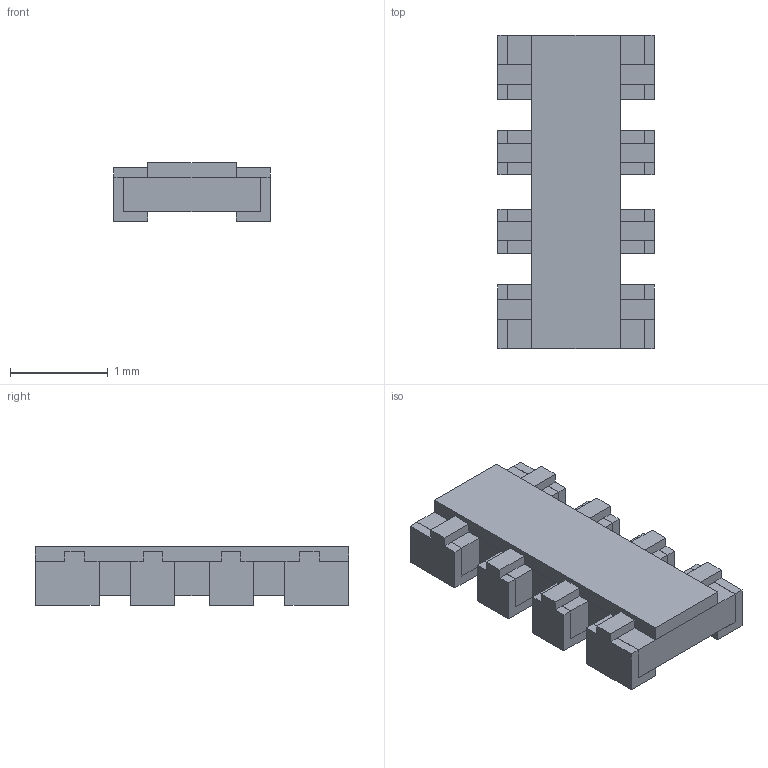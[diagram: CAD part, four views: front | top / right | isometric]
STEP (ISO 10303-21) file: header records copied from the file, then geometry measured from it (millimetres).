
FILE_DESCRIPTION((''),'2;1');
FILE_NAME('RN_PANASONIC_EXB38V.stp','2014-03-06T12:00:12',(''),(''),'Mechanical Desktop 2011','Mechanical Desktop 2011',', , ');
FILE_SCHEMA(('AUTOMOTIVE_DESIGN { 1 2 10303 214 1 1 1 1 }'));
Length unit declared in the file: millimetre
Products named in the file (1): Product
Bounding box: 1.6 x 3.2 x 0.6 mm (x, y, z)
Volume: 2.2 mm3; surface area: 29.1 mm2
Topology: 10 solids, 10 shells, 148 faces, 368 edges, 240 vertices
Faces by surface type: plane 76, bspline 72
Entity records: 4334 total; most frequent: CARTESIAN_POINT 973, ORIENTED_EDGE 736, DIRECTION 522, VECTOR 368, LINE 368, EDGE_CURVE 368, VERTEX_POINT 240, EDGE_LOOP 148
